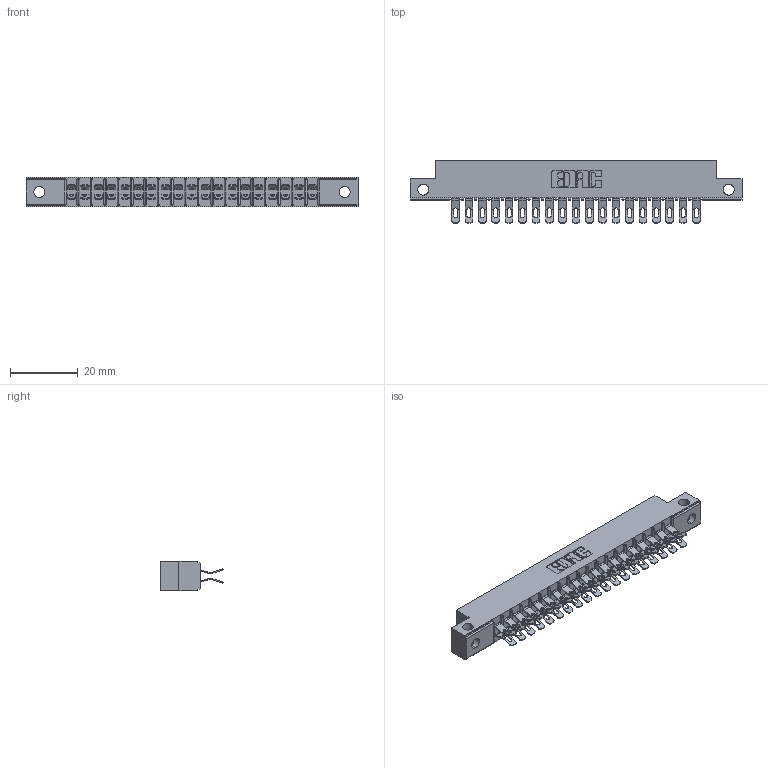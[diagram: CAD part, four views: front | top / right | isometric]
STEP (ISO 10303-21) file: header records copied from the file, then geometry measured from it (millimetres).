
FILE_DESCRIPTION (( 'STEP AP203' ), '1' );
FILE_NAME ('305-038-555-212.STEP', '2020-09-19T21:53:57', ( '' ), ( '' ), 'SwSTEP 2.0', 'SolidWorks 2020', '' );
FILE_SCHEMA (( 'CONFIG_CONTROL_DESIGN' ));
Length unit declared in the file: inch
Products named in the file (3): 305-290-001_555; 305-038-555-212; 305 Part_.128 Dia
Assembly tree (39 placements, depth 2):
  305-038-555-212
    305 Part_.128 Dia
    305-290-001_555  x38
Bounding box: 98.3 x 18.41 x 8.71 mm (x, y, z)
Volume: 6142.2 mm3; surface area: 12073.3 mm2
Topology: 39 solids, 39 shells, 2636 faces, 7857 edges, 5130 vertices
Faces by surface type: plane 1284, cylinder 1276, sphere 76
Entity records: 24402 total; most frequent: CARTESIAN_POINT 4105, ORIENTED_EDGE 4018, DIRECTION 3923, EDGE_CURVE 2009, VECTOR 1563, LINE 1563, VERTEX_POINT 1282, AXIS2_PLACEMENT_3D 1180
